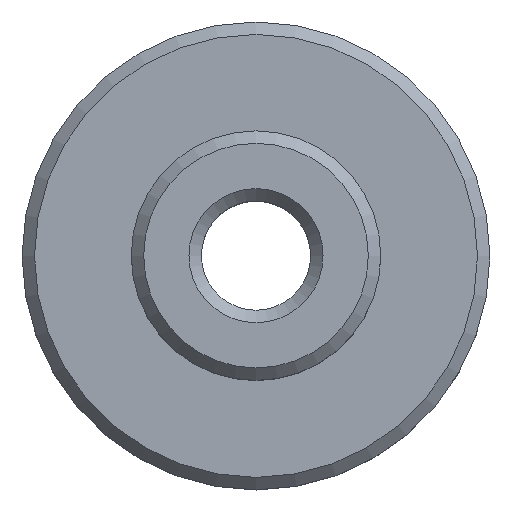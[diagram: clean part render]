
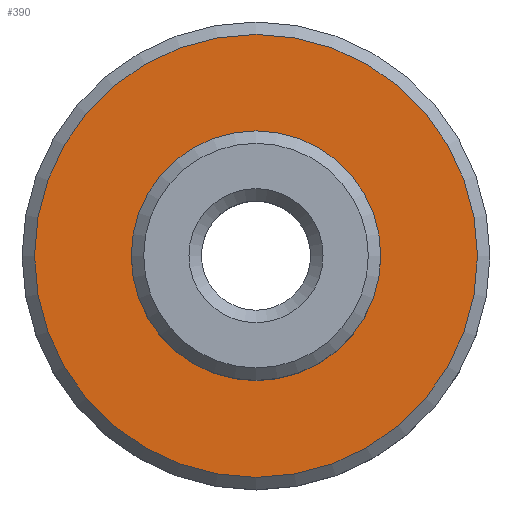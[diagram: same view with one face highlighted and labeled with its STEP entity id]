
A CAD part, top view. The second image highlights one B-rep face of the part: STEP entity #390.
In plain terms, the highlighted planar face has unit normal (0, 0, 1).
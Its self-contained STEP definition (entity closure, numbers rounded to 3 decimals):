
#21=FACE_BOUND('',#84,.T.);
#35=PLANE('',#452);
#57=FACE_OUTER_BOUND('',#83,.T.);
#83=EDGE_LOOP('',(#353));
#84=EDGE_LOOP('',(#354));
#171=CIRCLE('',#451,7.1);
#172=CIRCLE('',#453,4.);
#203=VERTEX_POINT('',#678);
#204=VERTEX_POINT('',#682);
#253=EDGE_CURVE('',#203,#203,#171,.T.);
#255=EDGE_CURVE('',#204,#204,#172,.T.);
#353=ORIENTED_EDGE('',*,*,#253,.F.);
#354=ORIENTED_EDGE('',*,*,#255,.T.);
#390=ADVANCED_FACE('',(#57,#21),#35,.T.);
#451=AXIS2_PLACEMENT_3D('',#679,#564,#565);
#452=AXIS2_PLACEMENT_3D('',#681,#567,#568);
#453=AXIS2_PLACEMENT_3D('',#683,#569,#570);
#564=DIRECTION('center_axis',(0.,0.,-1.));
#565=DIRECTION('ref_axis',(-1.,0.,0.));
#567=DIRECTION('center_axis',(0.,0.,1.));
#568=DIRECTION('ref_axis',(1.,0.,0.));
#569=DIRECTION('center_axis',(0.,0.,-1.));
#570=DIRECTION('ref_axis',(-1.,0.,0.));
#678=CARTESIAN_POINT('',(7.1,0.,3.5));
#679=CARTESIAN_POINT('Origin',(0.,0.,3.5));
#681=CARTESIAN_POINT('Origin',(0.,0.,3.5));
#682=CARTESIAN_POINT('',(4.,0.,3.5));
#683=CARTESIAN_POINT('Origin',(0.,0.,3.5));
